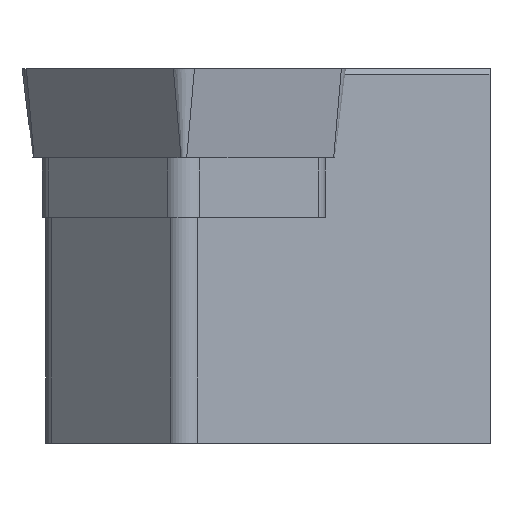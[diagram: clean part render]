
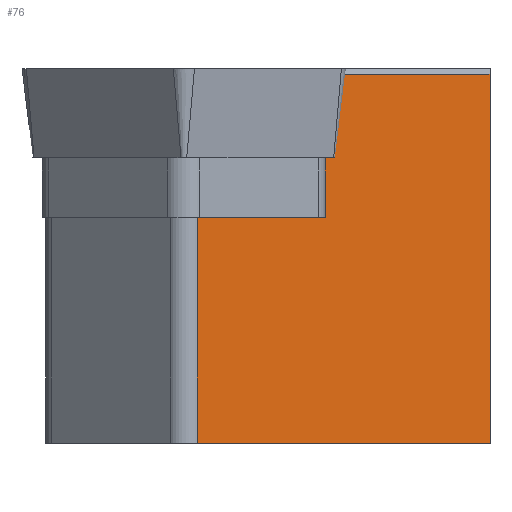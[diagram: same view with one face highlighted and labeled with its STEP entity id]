
A CAD part, left-side view. The second image highlights one B-rep face of the part: STEP entity #76.
In plain terms, the highlighted planar face has unit normal (-0.707, -0.707, 0).
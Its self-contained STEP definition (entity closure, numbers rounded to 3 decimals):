
#76=ADVANCED_FACE('',(#133),#107,.F.);
#107=PLANE('',#655);
#133=FACE_OUTER_BOUND('',#166,.T.);
#166=EDGE_LOOP('',(#222,#223,#224,#225,#226,#227,#228,#229));
#222=ORIENTED_EDGE('',*,*,#447,.F.);
#223=ORIENTED_EDGE('',*,*,#448,.T.);
#224=ORIENTED_EDGE('',*,*,#438,.T.);
#225=ORIENTED_EDGE('',*,*,#449,.F.);
#226=ORIENTED_EDGE('',*,*,#450,.F.);
#227=ORIENTED_EDGE('',*,*,#442,.F.);
#228=ORIENTED_EDGE('',*,*,#451,.F.);
#229=ORIENTED_EDGE('',*,*,#452,.F.);
#378=VERTEX_POINT('',#900);
#379=VERTEX_POINT('',#902);
#381=VERTEX_POINT('',#908);
#382=VERTEX_POINT('',#910);
#386=VERTEX_POINT('',#920);
#387=VERTEX_POINT('',#921);
#388=VERTEX_POINT('',#924);
#389=VERTEX_POINT('',#927);
#438=EDGE_CURVE('',#379,#378,#521,.T.);
#442=EDGE_CURVE('',#381,#382,#524,.T.);
#447=EDGE_CURVE('',#386,#387,#529,.T.);
#448=EDGE_CURVE('',#386,#379,#530,.T.);
#449=EDGE_CURVE('',#388,#378,#531,.T.);
#450=EDGE_CURVE('',#382,#388,#532,.T.);
#451=EDGE_CURVE('',#389,#381,#533,.T.);
#452=EDGE_CURVE('',#387,#389,#534,.T.);
#521=LINE('',#901,#589);
#524=LINE('',#909,#592);
#529=LINE('',#919,#597);
#530=LINE('',#922,#598);
#531=LINE('',#923,#599);
#532=LINE('',#925,#600);
#533=LINE('',#926,#601);
#534=LINE('',#928,#602);
#589=VECTOR('',#723,1.);
#592=VECTOR('',#730,1.);
#597=VECTOR('',#737,1.);
#598=VECTOR('',#738,1.);
#599=VECTOR('',#739,1.);
#600=VECTOR('',#740,1.);
#601=VECTOR('',#741,1.);
#602=VECTOR('',#742,1.);
#655=AXIS2_PLACEMENT_3D('',#929,#743,#744);
#723=DIRECTION('',(0.,0.,-1.));
#730=DIRECTION('',(0.707,-0.707,0.));
#737=DIRECTION('',(0.,0.,1.));
#738=DIRECTION('',(-0.707,0.707,0.));
#739=DIRECTION('',(-0.707,0.707,0.));
#740=DIRECTION('',(0.,0.,-1.));
#741=DIRECTION('',(0.086,-0.086,0.993));
#742=DIRECTION('',(0.707,-0.707,0.));
#743=DIRECTION('',(0.707,0.707,0.));
#744=DIRECTION('',(0.707,-0.707,0.));
#900=CARTESIAN_POINT('',(1.979,15.643,-20.));
#901=CARTESIAN_POINT('',(1.979,15.643,-30.));
#902=CARTESIAN_POINT('',(1.979,15.643,-7.94));
#908=CARTESIAN_POINT('',(9.425,8.197,-0.3));
#909=CARTESIAN_POINT('',(1.979,15.643,-0.3));
#910=CARTESIAN_POINT('',(17.622,0.,-0.3));
#919=CARTESIAN_POINT('',(8.812,8.81,-4.76));
#920=CARTESIAN_POINT('',(8.812,8.81,-7.94));
#921=CARTESIAN_POINT('',(8.812,8.81,-4.76));
#922=CARTESIAN_POINT('',(8.343,9.279,-7.94));
#923=CARTESIAN_POINT('',(1.979,15.643,-20.));
#924=CARTESIAN_POINT('',(17.622,0.,-20.));
#925=CARTESIAN_POINT('',(17.622,0.,-30.));
#926=CARTESIAN_POINT('',(6.774,10.847,-30.833));
#927=CARTESIAN_POINT('',(9.038,8.584,-4.76));
#928=CARTESIAN_POINT('',(1.979,15.643,-4.76));
#929=CARTESIAN_POINT('',(1.979,15.643,-30.));
